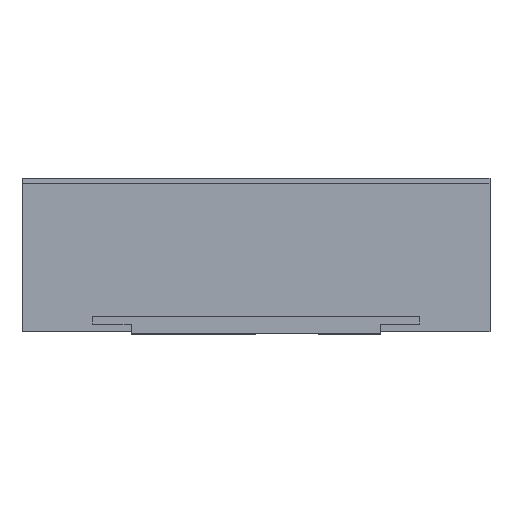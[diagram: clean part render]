
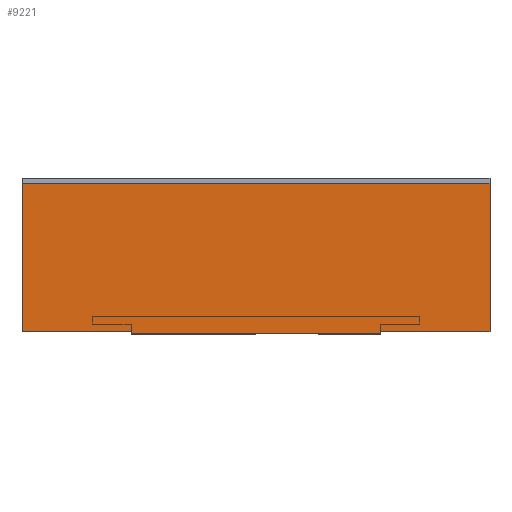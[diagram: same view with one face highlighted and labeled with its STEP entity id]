
A CAD part, front view. The second image highlights one B-rep face of the part: STEP entity #9221.
In plain terms, the highlighted planar face has unit normal (0, -1, 0).
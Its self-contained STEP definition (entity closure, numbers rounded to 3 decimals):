
#765=PLANE('',#9812);
#1228=FACE_OUTER_BOUND('',#1722,.T.);
#1722=EDGE_LOOP('',(#8267,#8268,#8269,#8270,#8271,#8272,#8273,#8274));
#2631=LINE('',#15798,#3577);
#2635=LINE('',#15806,#3581);
#2638=LINE('',#15812,#3584);
#2641=LINE('',#15818,#3587);
#2644=LINE('',#15824,#3590);
#2647=LINE('',#15830,#3593);
#2650=LINE('',#15836,#3596);
#2653=LINE('',#15841,#3599);
#3577=VECTOR('',#11473,10.);
#3581=VECTOR('',#11479,10.);
#3584=VECTOR('',#11484,10.);
#3587=VECTOR('',#11489,10.);
#3590=VECTOR('',#11494,10.);
#3593=VECTOR('',#11499,10.);
#3596=VECTOR('',#11504,10.);
#3599=VECTOR('',#11509,10.);
#4493=VERTEX_POINT('',#15796);
#4494=VERTEX_POINT('',#15797);
#4497=VERTEX_POINT('',#15805);
#4499=VERTEX_POINT('',#15811);
#4501=VERTEX_POINT('',#15817);
#4503=VERTEX_POINT('',#15823);
#4505=VERTEX_POINT('',#15829);
#4507=VERTEX_POINT('',#15835);
#5743=EDGE_CURVE('',#4493,#4494,#2631,.T.);
#5747=EDGE_CURVE('',#4497,#4493,#2635,.T.);
#5750=EDGE_CURVE('',#4499,#4497,#2638,.T.);
#5753=EDGE_CURVE('',#4501,#4499,#2641,.T.);
#5756=EDGE_CURVE('',#4503,#4501,#2644,.T.);
#5759=EDGE_CURVE('',#4505,#4503,#2647,.T.);
#5762=EDGE_CURVE('',#4507,#4505,#2650,.T.);
#5765=EDGE_CURVE('',#4494,#4507,#2653,.T.);
#8267=ORIENTED_EDGE('',*,*,#5765,.F.);
#8268=ORIENTED_EDGE('',*,*,#5743,.F.);
#8269=ORIENTED_EDGE('',*,*,#5747,.F.);
#8270=ORIENTED_EDGE('',*,*,#5750,.F.);
#8271=ORIENTED_EDGE('',*,*,#5753,.F.);
#8272=ORIENTED_EDGE('',*,*,#5756,.F.);
#8273=ORIENTED_EDGE('',*,*,#5759,.F.);
#8274=ORIENTED_EDGE('',*,*,#5762,.F.);
#9221=ADVANCED_FACE('',(#1228),#765,.F.);
#9812=AXIS2_PLACEMENT_3D('',#15844,#11513,#11514);
#11473=DIRECTION('',(0.,0.,1.));
#11479=DIRECTION('',(-1.,0.,0.));
#11484=DIRECTION('',(0.,0.,1.));
#11489=DIRECTION('',(-1.,0.,0.));
#11494=DIRECTION('',(0.,0.,-1.));
#11499=DIRECTION('',(-1.,0.,0.));
#11504=DIRECTION('',(0.,0.,-1.));
#11509=DIRECTION('',(1.,0.,0.));
#11513=DIRECTION('center_axis',(0.,1.,0.));
#11514=DIRECTION('ref_axis',(0.,0.,1.));
#15796=CARTESIAN_POINT('',(-2.25,0.,-0.705));
#15797=CARTESIAN_POINT('',(-2.25,0.,0.725));
#15798=CARTESIAN_POINT('',(-2.25,0.,-0.705));
#15805=CARTESIAN_POINT('',(-1.2,0.,-0.705));
#15806=CARTESIAN_POINT('',(-1.2,0.,-0.705));
#15811=CARTESIAN_POINT('',(-1.2,0.,-0.725));
#15812=CARTESIAN_POINT('',(-1.2,0.,-0.725));
#15817=CARTESIAN_POINT('',(1.2,0.,-0.725));
#15818=CARTESIAN_POINT('',(1.2,0.,-0.725));
#15823=CARTESIAN_POINT('',(1.2,0.,-0.705));
#15824=CARTESIAN_POINT('',(1.2,0.,-0.705));
#15829=CARTESIAN_POINT('',(2.25,0.,-0.705));
#15830=CARTESIAN_POINT('',(2.25,0.,-0.705));
#15835=CARTESIAN_POINT('',(2.25,0.,0.725));
#15836=CARTESIAN_POINT('',(2.25,0.,0.725));
#15841=CARTESIAN_POINT('',(-2.25,0.,0.725));
#15844=CARTESIAN_POINT('Origin',(0.,0.,0.004));
